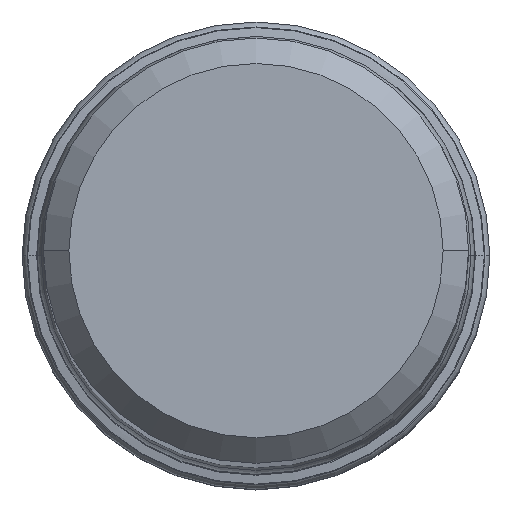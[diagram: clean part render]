
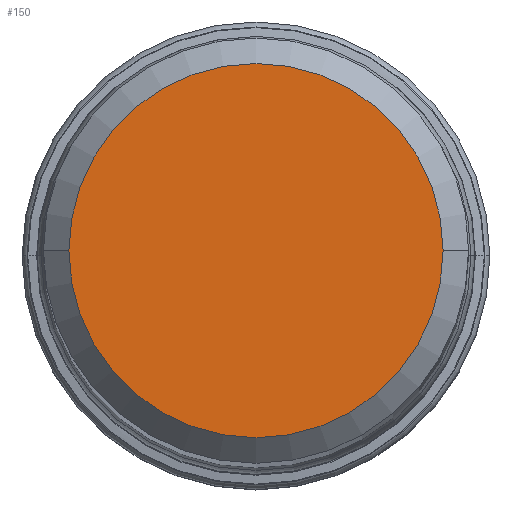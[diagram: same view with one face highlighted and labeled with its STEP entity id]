
A CAD part, top view. The second image highlights one B-rep face of the part: STEP entity #150.
In plain terms, the highlighted planar face has unit normal (0, 0, 1).
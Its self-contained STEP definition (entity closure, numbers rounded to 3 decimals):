
#30=PLANE('',#1130);
#150=ADVANCED_FACE('',(#217),#30,.F.);
#217=FACE_OUTER_BOUND('',#273,.T.);
#273=EDGE_LOOP('',(#466,#467,#468,#469));
#466=ORIENTED_EDGE('',*,*,#705,.F.);
#467=ORIENTED_EDGE('',*,*,#706,.F.);
#468=ORIENTED_EDGE('',*,*,#704,.F.);
#469=ORIENTED_EDGE('',*,*,#703,.F.);
#590=VERTEX_POINT('',#2531);
#591=VERTEX_POINT('',#2533);
#592=VERTEX_POINT('',#2535);
#593=VERTEX_POINT('',#2539);
#703=EDGE_CURVE('',#591,#592,#838,.T.);
#704=EDGE_CURVE('',#592,#590,#839,.T.);
#705=EDGE_CURVE('',#593,#591,#840,.T.);
#706=EDGE_CURVE('',#590,#593,#841,.T.);
#838=CIRCLE('',#1125,8.8);
#839=CIRCLE('',#1126,8.8);
#840=CIRCLE('',#1128,8.8);
#841=CIRCLE('',#1129,8.8);
#1125=AXIS2_PLACEMENT_3D('',#2534,#1393,#1394);
#1126=AXIS2_PLACEMENT_3D('',#2536,#1395,#1396);
#1128=AXIS2_PLACEMENT_3D('',#2538,#1399,#1400);
#1129=AXIS2_PLACEMENT_3D('',#2540,#1401,#1402);
#1130=AXIS2_PLACEMENT_3D('',#2541,#1403,#1404);
#1393=DIRECTION('',(0.,0.,-1.));
#1394=DIRECTION('',(1.,0.,0.));
#1395=DIRECTION('',(0.,0.,-1.));
#1396=DIRECTION('',(0.,-1.,0.));
#1399=DIRECTION('',(0.,0.,-1.));
#1400=DIRECTION('',(0.,1.,0.));
#1401=DIRECTION('',(0.,0.,-1.));
#1402=DIRECTION('',(-1.,0.,0.));
#1403=DIRECTION('',(0.,0.,-1.));
#1404=DIRECTION('',(-1.,0.,0.));
#2531=CARTESIAN_POINT('',(-8.8,0.,0.));
#2533=CARTESIAN_POINT('',(8.8,0.,0.));
#2534=CARTESIAN_POINT('',(0.,0.,0.));
#2535=CARTESIAN_POINT('',(0.,-8.8,0.));
#2536=CARTESIAN_POINT('',(0.,0.,0.));
#2538=CARTESIAN_POINT('',(0.,0.,0.));
#2539=CARTESIAN_POINT('',(0.,8.8,0.));
#2540=CARTESIAN_POINT('',(0.,0.,0.));
#2541=CARTESIAN_POINT('',(0.,0.,0.));
